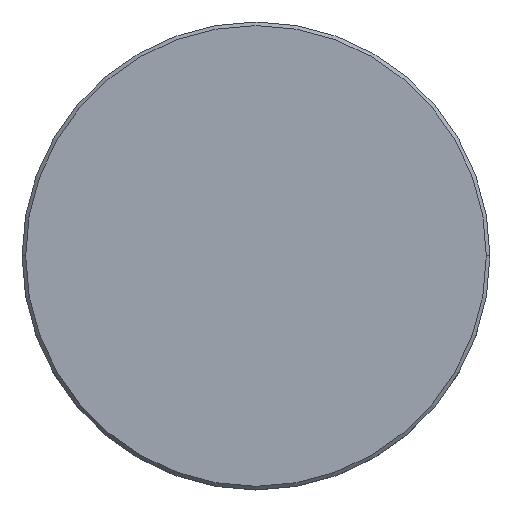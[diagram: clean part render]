
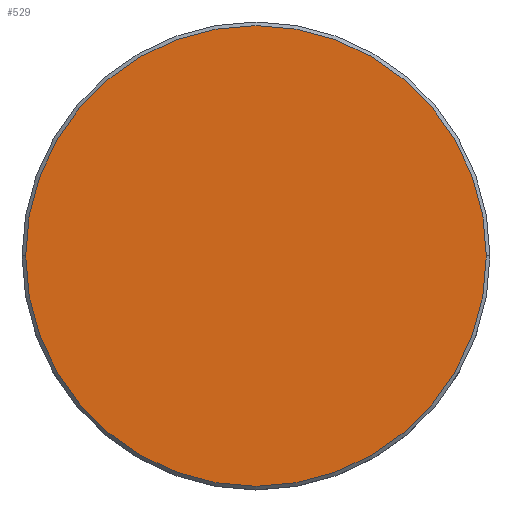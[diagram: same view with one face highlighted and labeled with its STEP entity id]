
A CAD part, top view. The second image highlights one B-rep face of the part: STEP entity #529.
In plain terms, the highlighted planar face has unit normal (0, 0, 1).
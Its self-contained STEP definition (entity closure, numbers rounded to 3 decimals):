
#21 = VERTEX_POINT ( 'NONE', #312 ) ;
#46 = DIRECTION ( 'NONE',  ( 0., 0., 1. ) ) ;
#50 = CIRCLE ( 'NONE', #1132, 32. ) ;
#54 = DIRECTION ( 'NONE',  ( 1., 0., 0. ) ) ;
#108 = CIRCLE ( 'NONE', #182, 32. ) ;
#134 = DIRECTION ( 'NONE',  ( 0., 0., 1. ) ) ;
#138 = EDGE_LOOP ( 'NONE', ( #445, #1042 ) ) ;
#152 = DIRECTION ( 'NONE',  ( 1., 0., 0. ) ) ;
#182 = AXIS2_PLACEMENT_3D ( 'NONE', #1122, #46, #54 ) ;
#218 = EDGE_CURVE ( 'NONE', #329, #21, #50, .T. ) ;
#229 = CARTESIAN_POINT ( 'NONE',  ( 0., 0., 0. ) ) ;
#277 = CARTESIAN_POINT ( 'NONE',  ( 0., 0., 0. ) ) ;
#312 = CARTESIAN_POINT ( 'NONE',  ( -32., 0., 0. ) ) ;
#329 = VERTEX_POINT ( 'NONE', #361 ) ;
#361 = CARTESIAN_POINT ( 'NONE',  ( 32., 0., 0. ) ) ;
#445 = ORIENTED_EDGE ( 'NONE', *, *, #993, .T. ) ;
#489 = DIRECTION ( 'NONE',  ( 1., 0., 0. ) ) ;
#529 = ADVANCED_FACE ( 'NONE', ( #733 ), #1103, .T. ) ;
#638 = DIRECTION ( 'NONE',  ( 0., 0., 1. ) ) ;
#733 = FACE_OUTER_BOUND ( 'NONE', #138, .T. ) ;
#888 = AXIS2_PLACEMENT_3D ( 'NONE', #277, #638, #489 ) ;
#993 = EDGE_CURVE ( 'NONE', #21, #329, #108, .T. ) ;
#1042 = ORIENTED_EDGE ( 'NONE', *, *, #218, .T. ) ;
#1103 = PLANE ( 'NONE',  #888 ) ;
#1122 = CARTESIAN_POINT ( 'NONE',  ( 0., 0., 0. ) ) ;
#1132 = AXIS2_PLACEMENT_3D ( 'NONE', #229, #134, #152 ) ;
